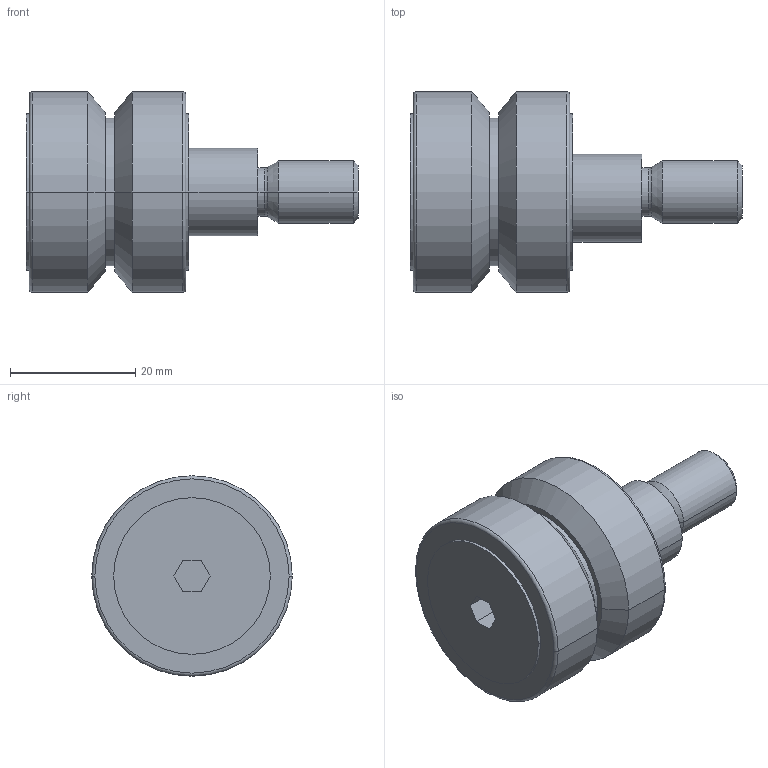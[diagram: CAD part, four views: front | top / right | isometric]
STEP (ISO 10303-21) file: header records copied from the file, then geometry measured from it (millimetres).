
FILE_DESCRIPTION (( 'STEP AP203' ), '1' );
FILE_NAME ('NFRE 32.STEP', '2011-04-20T09:26:01', ( 'Norbert Harhues' ), ( 'HuT' ), 'SwSTEP 2.0', 'SolidWorks 2011', '' );
FILE_SCHEMA (( 'CONFIG_CONTROL_DESIGN' ));
Length unit declared in the file: millimetre
Products named in the file (1): NFRE 32
Bounding box: 53 x 32 x 32 mm (x, y, z)
Volume: 21784.9 mm3; surface area: 5678.8 mm2
Topology: 1 solids, 1 shells, 52 faces, 110 edges, 68 vertices
Faces by surface type: plane 22, cylinder 16, cone 8, torus 6
Entity records: 1473 total; most frequent: DIRECTION 266, CARTESIAN_POINT 231, ORIENTED_EDGE 220, EDGE_CURVE 110, AXIS2_PLACEMENT_3D 103, VERTEX_POINT 68, EDGE_LOOP 60, VECTOR 60
